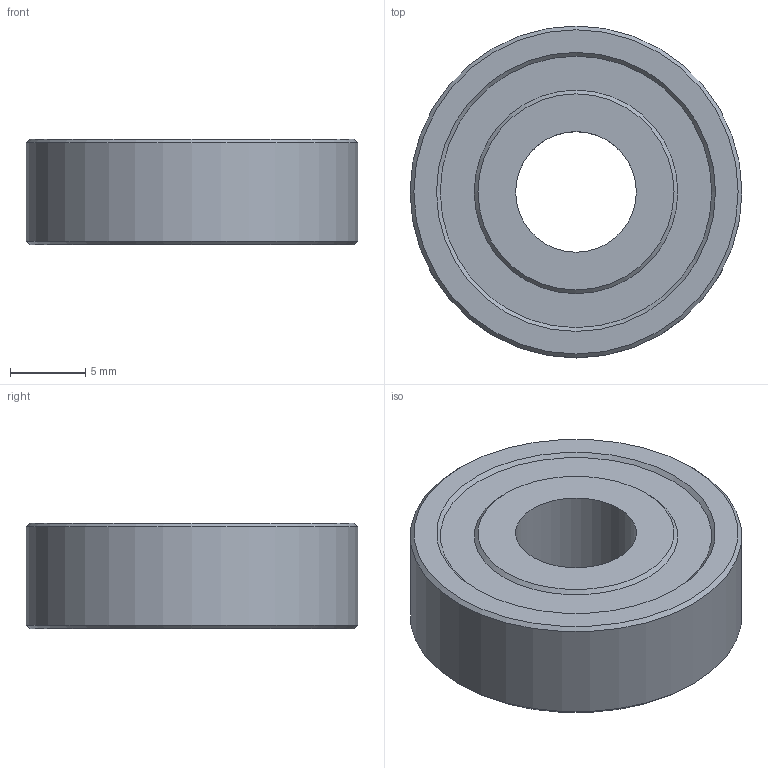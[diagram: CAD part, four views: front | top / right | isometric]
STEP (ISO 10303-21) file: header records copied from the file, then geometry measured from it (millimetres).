
FILE_DESCRIPTION(('FreeCAD Model'),'2;1');
FILE_NAME('608ZZ_bearing.step', '2013-07-28T21:07:01',('FreeCAD'),('FreeCAD'), 'Open CASCADE STEP processor 6.5','FreeCAD','Unknown');
FILE_SCHEMA(('AUTOMOTIVE_DESIGN_CC2 { 1 2 10303 214 -1 1 5 4 }'));
Length unit declared in the file: millimetre
Products named in the file (1): 608ZZ_Ball_Bearing
Bounding box: 22 x 22 x 7 mm (x, y, z)
Volume: 2242.9 mm3; surface area: 1319.6 mm2
Topology: 1 solids, 1 shells, 14 faces, 22 edges, 14 vertices
Faces by surface type: plane 6, cone 6, cylinder 2
Full cylindrical faces by diameter (mm): 8 x1, 22 x1
Entity records: 733 total; most frequent: CARTESIAN_POINT 123, DIRECTION 102, ORIENTED_EDGE 44, PCURVE 44, DEFINITIONAL_REPRESENTATION 44, LINE 36, VECTOR 36, AXIS2_PLACEMENT_3D 29
